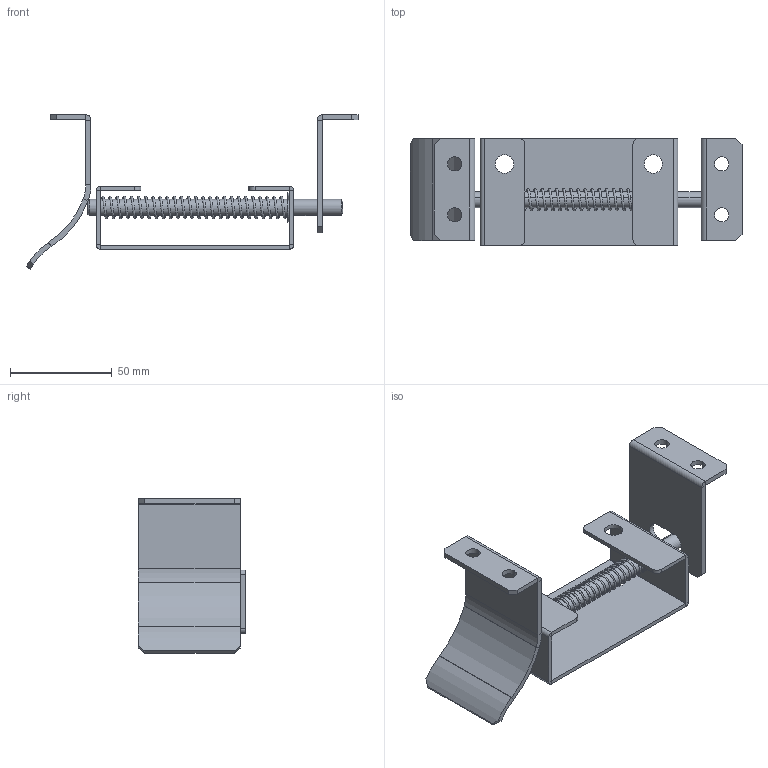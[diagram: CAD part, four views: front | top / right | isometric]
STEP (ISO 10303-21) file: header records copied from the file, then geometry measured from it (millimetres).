
FILE_DESCRIPTION (( 'STEP AP203' ), '1' );
FILE_NAME ('R5AEL01.step', '2011-03-17T12:35:30', ( 'User' ), ( 'DKC' ), 'SwSTEP 2.0', 'SolidWorks 2011', '' );
FILE_SCHEMA (( 'CONFIG_CONTROL_DESIGN' ));
Length unit declared in the file: millimetre
Products named in the file (7): AC00C201_AC00C201; AC00C204; Lock washer DIN 6799 - 7_Lock washer DIN 6799 - 7; spring; AC00C203; AC00C559; R5AEL01
Assembly tree (6 placements, depth 2):
  R5AEL01
    AC00C204
    AC00C559
    Lock washer DIN 6799 - 7_Lock washer DIN 6799 - 7
    AC00C203
    spring
    AC00C201_AC00C201
Bounding box: 162.88 x 52.5 x 75.83 mm (x, y, z)
Volume: 47360.4 mm3; surface area: 45247.8 mm2
Topology: 6 solids, 6 shells, 169 faces, 389 edges, 234 vertices
Faces by surface type: plane 94, cylinder 67, cone 4, bspline 4
Entity records: 15494 total; most frequent: CARTESIAN_POINT 10829, DIRECTION 869, ORIENTED_EDGE 778, EDGE_CURVE 389, AXIS2_PLACEMENT_3D 316, LINE 237, VECTOR 237, VERTEX_POINT 234
